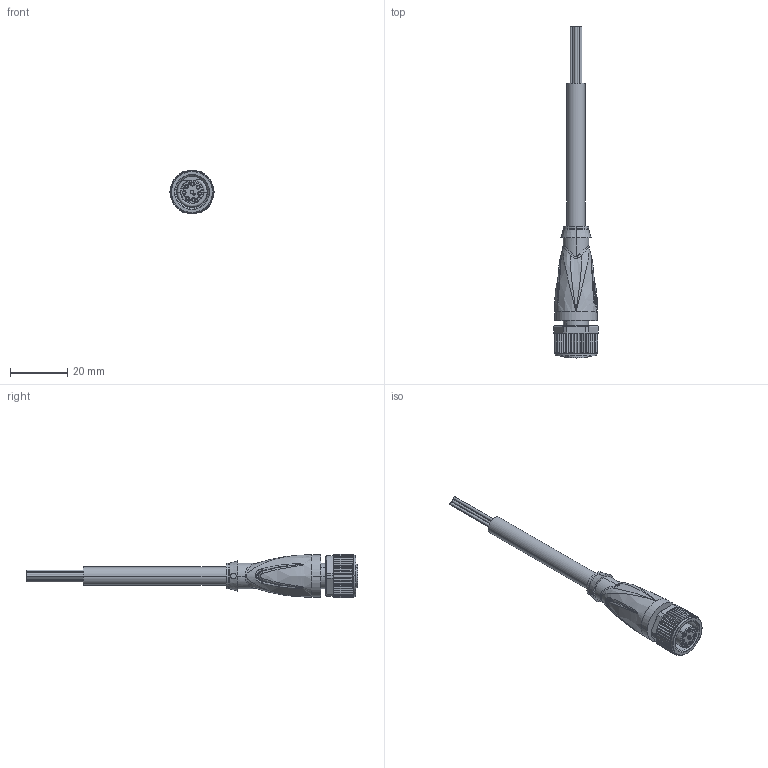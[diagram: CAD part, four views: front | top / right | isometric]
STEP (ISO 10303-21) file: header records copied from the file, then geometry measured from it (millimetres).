
FILE_DESCRIPTION(('STEP AP214'),'1');
FILE_NAME('cctmp_8E090768-EE25-43F2-AFF4-F3C0949C5ED6_2022_04_27_10_34_37_0987..stp','2022-04-27T08:34:43',('KiM GmbH'),('CADClick - www.CADClick.com'),'Spatial InterOp 3D postprocessed',' ','unknown authorization');
FILE_SCHEMA(('AUTOMOTIVE_DESIGN'));
Length unit declared in the file: millimetre
Products named in the file (7): T195596_1; Connection2; Cable; Connection1; Connection1_2; Connection1_1; T195596
Assembly tree (6 placements, depth 4):
  T195596
    T195596_1
      Connection2
      Cable
      Connection1
        Connection1_2
        Connection1_1
Bounding box: 15.4 x 116.1 x 15.37 mm (x, y, z)
Volume: 7426.6 mm3; surface area: 5739.9 mm2
Topology: 12 solids, 32 shells, 1567 faces, 4096 edges, 2619 vertices
Faces by surface type: plane 873, cylinder 319, torus 170, bspline 113, cone 92
Entity records: 65569 total; most frequent: CARTESIAN_POINT 22405, ORIENTED_EDGE 8122, DIRECTION 7752, EDGE_CURVE 4083, AXIS2_PLACEMENT_3D 2629, VERTEX_POINT 2619, LINE 2494, VECTOR 2494
